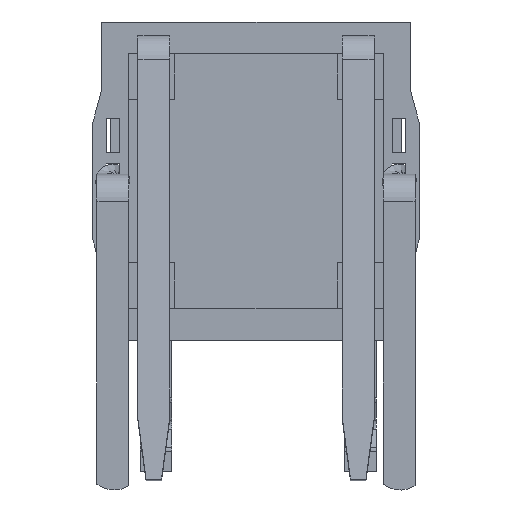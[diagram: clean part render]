
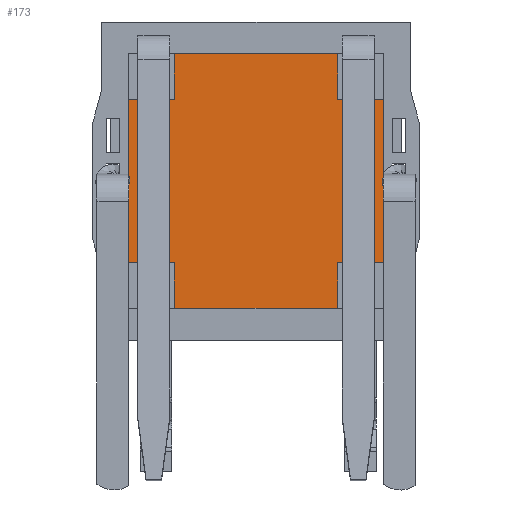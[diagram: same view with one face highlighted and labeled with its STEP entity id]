
A CAD part, front view. The second image highlights one B-rep face of the part: STEP entity #173.
In plain terms, the highlighted planar face has unit normal (0, -1, 0).
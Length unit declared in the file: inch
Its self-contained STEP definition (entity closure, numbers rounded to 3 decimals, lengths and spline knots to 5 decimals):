
#173 = ADVANCED_FACE( '', ( #539 ), #540, .T. );
#539 = FACE_OUTER_BOUND( '', #1557, .T. );
#540 = PLANE( '', #1558 );
#1557 = EDGE_LOOP( '', ( #2870, #2871, #2872, #2873, #2874, #2875, #2876, #2877, #2878, #2879, #2880, #2881, #2882, #2883, #2884, #2885, #2886, #2887 ) );
#1558 = AXIS2_PLACEMENT_3D( '', #2888, #2889, #2890 );
#2870 = ORIENTED_EDGE( '', *, *, #4638, .F. );
#2871 = ORIENTED_EDGE( '', *, *, #4836, .T. );
#2872 = ORIENTED_EDGE( '', *, *, #4469, .T. );
#2873 = ORIENTED_EDGE( '', *, *, #4730, .T. );
#2874 = ORIENTED_EDGE( '', *, *, #4837, .T. );
#2875 = ORIENTED_EDGE( '', *, *, #4838, .T. );
#2876 = ORIENTED_EDGE( '', *, *, #4833, .T. );
#2877 = ORIENTED_EDGE( '', *, *, #4839, .T. );
#2878 = ORIENTED_EDGE( '', *, *, #4575, .F. );
#2879 = ORIENTED_EDGE( '', *, *, #4567, .F. );
#2880 = ORIENTED_EDGE( '', *, *, #4840, .T. );
#2881 = ORIENTED_EDGE( '', *, *, #4550, .T. );
#2882 = ORIENTED_EDGE( '', *, *, #4841, .T. );
#2883 = ORIENTED_EDGE( '', *, *, #4842, .T. );
#2884 = ORIENTED_EDGE( '', *, *, #4843, .T. );
#2885 = ORIENTED_EDGE( '', *, *, #4844, .T. );
#2886 = ORIENTED_EDGE( '', *, *, #4845, .T. );
#2887 = ORIENTED_EDGE( '', *, *, #4691, .F. );
#2888 = CARTESIAN_POINT( '', ( 0., -0.02756, 0. ) );
#2889 = DIRECTION( '', ( 0., -1., 0. ) );
#2890 = DIRECTION( '', ( 0., 0., -1. ) );
#4469 = EDGE_CURVE( '', #5298, #5296, #5299, .T. );
#4550 = EDGE_CURVE( '', #5453, #5451, #5454, .T. );
#4567 = EDGE_CURVE( '', #5484, #5486, #5487, .T. );
#4575 = EDGE_CURVE( '', #5486, #5500, #5501, .T. );
#4638 = EDGE_CURVE( '', #5614, #5616, #5617, .T. );
#4691 = EDGE_CURVE( '', #5616, #5708, #5709, .T. );
#4730 = EDGE_CURVE( '', #5296, #5773, #5774, .T. );
#4833 = EDGE_CURVE( '', #5949, #5947, #5950, .T. );
#4836 = EDGE_CURVE( '', #5614, #5298, #5954, .T. );
#4837 = EDGE_CURVE( '', #5773, #5955, #5956, .T. );
#4838 = EDGE_CURVE( '', #5955, #5949, #5957, .T. );
#4839 = EDGE_CURVE( '', #5947, #5500, #5958, .T. );
#4840 = EDGE_CURVE( '', #5484, #5453, #5959, .T. );
#4841 = EDGE_CURVE( '', #5451, #5960, #5961, .T. );
#4842 = EDGE_CURVE( '', #5960, #5962, #5963, .T. );
#4843 = EDGE_CURVE( '', #5962, #5964, #5965, .T. );
#4844 = EDGE_CURVE( '', #5964, #5966, #5967, .T. );
#4845 = EDGE_CURVE( '', #5966, #5708, #5968, .T. );
#5296 = VERTEX_POINT( '', #6643 );
#5298 = VERTEX_POINT( '', #6646 );
#5299 = LINE( '', #6647, #6648 );
#5451 = VERTEX_POINT( '', #6902 );
#5453 = VERTEX_POINT( '', #6905 );
#5454 = LINE( '', #6906, #6907 );
#5484 = VERTEX_POINT( '', #6960 );
#5486 = VERTEX_POINT( '', #6966 );
#5487 = B_SPLINE_CURVE_WITH_KNOTS( '', 3, ( #6967, #6968, #6969, #6970, #6971, #6972 ), .UNSPECIFIED., .F., .F., ( 4, 1, 1, 4 ), ( 0., 0.33333, 0.66667, 1. ), .UNSPECIFIED. );
#5500 = VERTEX_POINT( '', #7015 );
#5501 = B_SPLINE_CURVE_WITH_KNOTS( '', 3, ( #7016, #7017, #7018, #7019, #7020, #7021 ), .UNSPECIFIED., .F., .F., ( 4, 1, 1, 4 ), ( 0., 0.33333, 0.66667, 1. ), .UNSPECIFIED. );
#5614 = VERTEX_POINT( '', #7201 );
#5616 = VERTEX_POINT( '', #7207 );
#5617 = B_SPLINE_CURVE_WITH_KNOTS( '', 3, ( #7208, #7209, #7210, #7211, #7212, #7213 ), .UNSPECIFIED., .F., .F., ( 4, 1, 1, 4 ), ( 0., 0.33333, 0.66667, 1. ), .UNSPECIFIED. );
#5708 = VERTEX_POINT( '', #7393 );
#5709 = B_SPLINE_CURVE_WITH_KNOTS( '', 3, ( #7394, #7395, #7396, #7397, #7398, #7399 ), .UNSPECIFIED., .F., .F., ( 4, 1, 1, 4 ), ( 0., 0.33333, 0.66667, 1. ), .UNSPECIFIED. );
#5773 = VERTEX_POINT( '', #7497 );
#5774 = LINE( '', #7498, #7499 );
#5947 = VERTEX_POINT( '', #7755 );
#5949 = VERTEX_POINT( '', #7758 );
#5950 = LINE( '', #7759, #7760 );
#5954 = LINE( '', #7766, #7767 );
#5955 = VERTEX_POINT( '', #7768 );
#5956 = LINE( '', #7769, #7770 );
#5957 = LINE( '', #7771, #7772 );
#5958 = LINE( '', #7773, #7774 );
#5959 = LINE( '', #7775, #7776 );
#5960 = VERTEX_POINT( '', #7777 );
#5961 = LINE( '', #7778, #7779 );
#5962 = VERTEX_POINT( '', #7780 );
#5963 = LINE( '', #7781, #7782 );
#5964 = VERTEX_POINT( '', #7783 );
#5965 = LINE( '', #7784, #7785 );
#5966 = VERTEX_POINT( '', #7786 );
#5967 = LINE( '', #7787, #7788 );
#5968 = LINE( '', #7789, #7790 );
#6643 = CARTESIAN_POINT( '', ( -0.07087, -0.02756, -0.07087 ) );
#6646 = CARTESIAN_POINT( '', ( -0.11024, -0.02756, -0.07087 ) );
#6647 = CARTESIAN_POINT( '', ( -0.11024, -0.02756, -0.07087 ) );
#6648 = VECTOR( '', #8617, 39.37008 );
#6902 = CARTESIAN_POINT( '', ( 0.07087, -0.02756, 0.07087 ) );
#6905 = CARTESIAN_POINT( '', ( 0.11024, -0.02756, 0.07087 ) );
#6906 = CARTESIAN_POINT( '', ( 0.11024, -0.02756, 0.07087 ) );
#6907 = VECTOR( '', #8700, 39.37008 );
#6960 = CARTESIAN_POINT( '', ( 0.11024, -0.02756, 0.00388 ) );
#6966 = CARTESIAN_POINT( '', ( 0.10947, -0.02756, 0.00236 ) );
#6967 = CARTESIAN_POINT( '', ( 0.11024, -0.02756, 0.00388 ) );
#6968 = CARTESIAN_POINT( '', ( 0.11015, -0.02756, 0.00372 ) );
#6969 = CARTESIAN_POINT( '', ( 0.10997, -0.02756, 0.00339 ) );
#6970 = CARTESIAN_POINT( '', ( 0.10972, -0.02756, 0.00288 ) );
#6971 = CARTESIAN_POINT( '', ( 0.10955, -0.02756, 0.00253 ) );
#6972 = CARTESIAN_POINT( '', ( 0.10947, -0.02756, 0.00236 ) );
#7015 = CARTESIAN_POINT( '', ( 0.11024, -0.02756, 0.00191 ) );
#7016 = CARTESIAN_POINT( '', ( 0.10947, -0.02756, 0.00236 ) );
#7017 = CARTESIAN_POINT( '', ( 0.10955, -0.02756, 0.00231 ) );
#7018 = CARTESIAN_POINT( '', ( 0.10972, -0.02756, 0.00221 ) );
#7019 = CARTESIAN_POINT( '', ( 0.10998, -0.02756, 0.00206 ) );
#7020 = CARTESIAN_POINT( '', ( 0.11015, -0.02756, 0.00196 ) );
#7021 = CARTESIAN_POINT( '', ( 0.11024, -0.02756, 0.00191 ) );
#7201 = CARTESIAN_POINT( '', ( -0.11024, -0.02756, -0.00389 ) );
#7207 = CARTESIAN_POINT( '', ( -0.10947, -0.02756, -0.00236 ) );
#7208 = CARTESIAN_POINT( '', ( -0.11024, -0.02756, -0.00389 ) );
#7209 = CARTESIAN_POINT( '', ( -0.11015, -0.02756, -0.00372 ) );
#7210 = CARTESIAN_POINT( '', ( -0.10997, -0.02756, -0.00339 ) );
#7211 = CARTESIAN_POINT( '', ( -0.10972, -0.02756, -0.00288 ) );
#7212 = CARTESIAN_POINT( '', ( -0.10955, -0.02756, -0.00253 ) );
#7213 = CARTESIAN_POINT( '', ( -0.10947, -0.02756, -0.00236 ) );
#7393 = CARTESIAN_POINT( '', ( -0.11024, -0.02756, -0.00191 ) );
#7394 = CARTESIAN_POINT( '', ( -0.10947, -0.02756, -0.00236 ) );
#7395 = CARTESIAN_POINT( '', ( -0.10955, -0.02756, -0.00231 ) );
#7396 = CARTESIAN_POINT( '', ( -0.10972, -0.02756, -0.00221 ) );
#7397 = CARTESIAN_POINT( '', ( -0.10998, -0.02756, -0.00206 ) );
#7398 = CARTESIAN_POINT( '', ( -0.11015, -0.02756, -0.00196 ) );
#7399 = CARTESIAN_POINT( '', ( -0.11024, -0.02756, -0.00191 ) );
#7497 = CARTESIAN_POINT( '', ( -0.07087, -0.02756, -0.11024 ) );
#7498 = CARTESIAN_POINT( '', ( -0.07087, -0.02756, -0.07087 ) );
#7499 = VECTOR( '', #8892, 39.37008 );
#7755 = CARTESIAN_POINT( '', ( 0.11024, -0.02756, -0.07087 ) );
#7758 = CARTESIAN_POINT( '', ( 0.07087, -0.02756, -0.07087 ) );
#7759 = CARTESIAN_POINT( '', ( 0.07087, -0.02756, -0.07087 ) );
#7760 = VECTOR( '', #9031, 39.37008 );
#7766 = CARTESIAN_POINT( '', ( -0.11024, -0.02756, -0.00389 ) );
#7767 = VECTOR( '', #9034, 39.37008 );
#7768 = CARTESIAN_POINT( '', ( 0.07087, -0.02756, -0.11024 ) );
#7769 = CARTESIAN_POINT( '', ( -0.07087, -0.02756, -0.11024 ) );
#7770 = VECTOR( '', #9035, 39.37008 );
#7771 = CARTESIAN_POINT( '', ( 0.07087, -0.02756, -0.11024 ) );
#7772 = VECTOR( '', #9036, 39.37008 );
#7773 = CARTESIAN_POINT( '', ( 0.11024, -0.02756, -0.07087 ) );
#7774 = VECTOR( '', #9037, 39.37008 );
#7775 = CARTESIAN_POINT( '', ( 0.11024, -0.02756, 0.00388 ) );
#7776 = VECTOR( '', #9038, 39.37008 );
#7777 = CARTESIAN_POINT( '', ( 0.07087, -0.02756, 0.11024 ) );
#7778 = CARTESIAN_POINT( '', ( 0.07087, -0.02756, 0.07087 ) );
#7779 = VECTOR( '', #9039, 39.37008 );
#7780 = CARTESIAN_POINT( '', ( -0.07087, -0.02756, 0.11024 ) );
#7781 = CARTESIAN_POINT( '', ( 0.07087, -0.02756, 0.11024 ) );
#7782 = VECTOR( '', #9040, 39.37008 );
#7783 = CARTESIAN_POINT( '', ( -0.07087, -0.02756, 0.07087 ) );
#7784 = CARTESIAN_POINT( '', ( -0.07087, -0.02756, 0.11024 ) );
#7785 = VECTOR( '', #9041, 39.37008 );
#7786 = CARTESIAN_POINT( '', ( -0.11024, -0.02756, 0.07087 ) );
#7787 = CARTESIAN_POINT( '', ( -0.07087, -0.02756, 0.07087 ) );
#7788 = VECTOR( '', #9042, 39.37008 );
#7789 = CARTESIAN_POINT( '', ( -0.11024, -0.02756, 0.07087 ) );
#7790 = VECTOR( '', #9043, 39.37008 );
#8617 = DIRECTION( '', ( 1., 0., 0. ) );
#8700 = DIRECTION( '', ( -1., 0., 0. ) );
#8892 = DIRECTION( '', ( 0., 0., -1. ) );
#9031 = DIRECTION( '', ( 1., 0., 0. ) );
#9034 = DIRECTION( '', ( 0., 0., -1. ) );
#9035 = DIRECTION( '', ( 1., 0., 0. ) );
#9036 = DIRECTION( '', ( 0., 0., 1. ) );
#9037 = DIRECTION( '', ( 0., 0., 1. ) );
#9038 = DIRECTION( '', ( 0., 0., 1. ) );
#9039 = DIRECTION( '', ( 0., 0., 1. ) );
#9040 = DIRECTION( '', ( -1., 0., 0. ) );
#9041 = DIRECTION( '', ( 0., 0., -1. ) );
#9042 = DIRECTION( '', ( -1., 0., 0. ) );
#9043 = DIRECTION( '', ( 0., 0., -1. ) );
